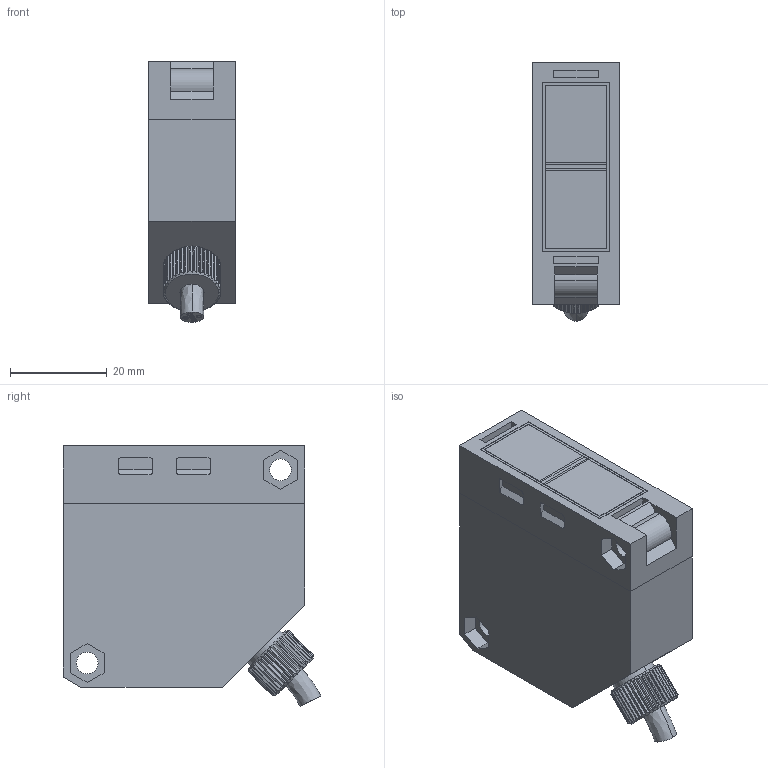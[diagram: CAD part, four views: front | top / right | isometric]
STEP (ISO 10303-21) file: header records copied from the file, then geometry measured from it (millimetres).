
FILE_DESCRIPTION (( 'STEP AP214' ), '1' );
FILE_NAME ('OK50-RR-ñá.STEP', '2020-08-04T02:15:05', ( 'managet2' ), ( '' ), 'SwSTEP 2.0', 'SolidWorks 2016', '' );
FILE_SCHEMA (( 'AUTOMOTIVE_DESIGN' ));
Length unit declared in the file: millimetre
Products named in the file (7): min-max-RR; 恀50-RR; OK50-RR-鼁; OK50-RR-嚦樏鋋
Assembly tree (3 placements, depth 2):
  min-max-RR
  恀50-RR
  OK50-RR-鼁
    恀50-RR
    min-max-RR
    OK50-RR-嚦樏鋋
  OK50-RR-嚦樏鋋
Bounding box: 18 x 53.36 x 53.96 mm (x, y, z)
Volume: 41888.1 mm3; surface area: 15117.7 mm2
Topology: 47 solids, 47 shells, 668 faces, 1639 edges, 1092 vertices
Faces by surface type: plane 476, cylinder 100, bspline 84, cone 4, sphere 4
Entity records: 27119 total; most frequent: CARTESIAN_POINT 11216, ORIENTED_EDGE 3278, DIRECTION 2709, EDGE_CURVE 1639, VERTEX_POINT 1092, VECTOR 1079, LINE 1079, AXIS2_PLACEMENT_3D 815
